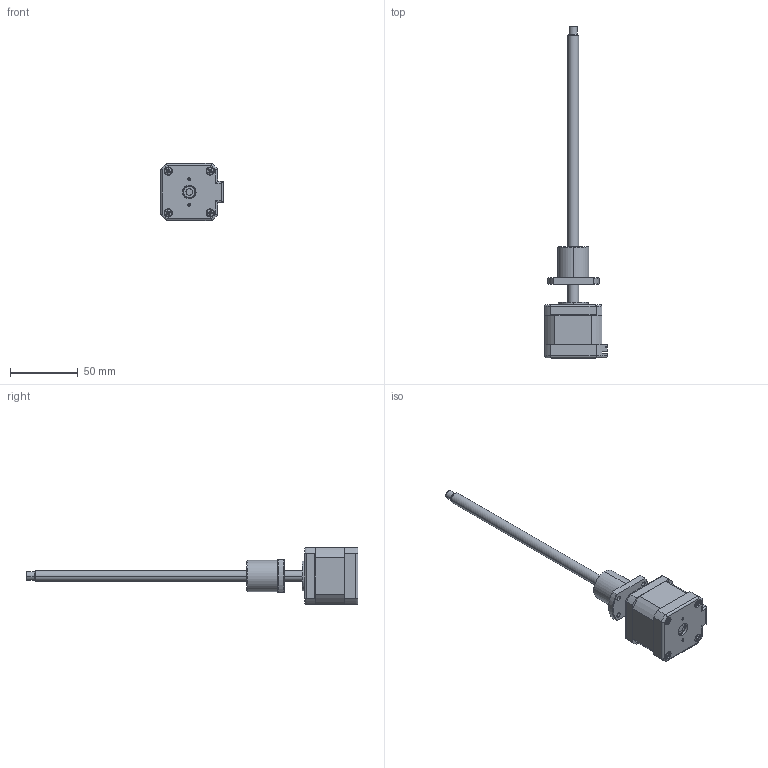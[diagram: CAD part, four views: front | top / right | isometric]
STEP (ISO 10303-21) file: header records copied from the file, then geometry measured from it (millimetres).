
FILE_DESCRIPTION (( 'STEP AP203' ), '1' );
FILE_NAME ('BE172S-B0808-200-BM1-S-200.STEP', '2019-04-11T01:33:10', ( 'Sky123.Org' ), ( 'Sky123.Org' ), 'SwSTEP 2.0', 'SolidWorks 2014', '' );
FILE_SCHEMA (( 'CONFIG_CONTROL_DESIGN' ));
Length unit declared in the file: millimetre
Products named in the file (1): BE172S-B0808-200-BM1-S-200
Bounding box: 46.2 x 245.3 x 42.2 mm (x, y, z)
Surface area: 22626.9 mm2 (no closed solid volume)
Topology: 0 solids, 19 shells, 279 faces, 951 edges, 672 vertices
Faces by surface type: plane 136, cylinder 76, cone 47, torus 12, sphere 8
Entity records: 10949 total; most frequent: CARTESIAN_POINT 2757, DIRECTION 1651, ORIENTED_EDGE 1551, EDGE_CURVE 951, VERTEX_POINT 672, AXIS2_PLACEMENT_3D 556, LINE 539, VECTOR 539
